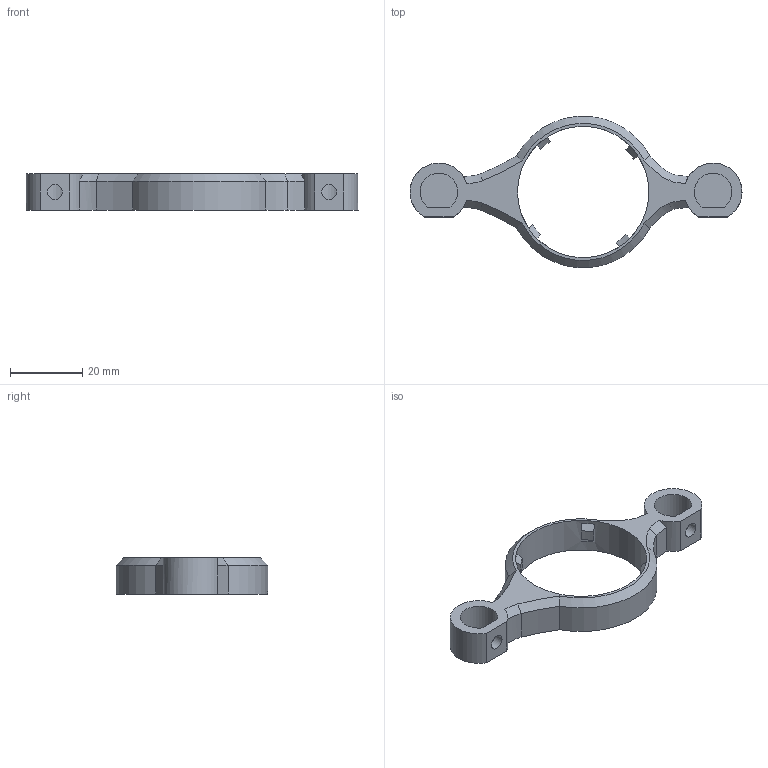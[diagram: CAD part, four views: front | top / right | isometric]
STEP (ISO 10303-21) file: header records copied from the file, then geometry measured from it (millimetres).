
FILE_DESCRIPTION(/* description */ ('STEP AP242 Edition 2','CAx-IF Rec.Pracs.---Representation and Presentation of Product Manufacturing Information (PMI)---4.0---2014-10-13','CAx-IF Rec.Pracs.---3D Tessellated Geometry---0.4---2014-09-14','2;1','CAx-IF Rec.Pracs.---User Defined Attributes---1.5---2016-08-15'),/* implementation_level */ '2;1');
FILE_NAME(/* name */ '698cf7b00efbf41b728c3b91',/* time_stamp */ '2026-02-11T21:42:09Z',/* author */ (''),/* organization */ (''),/* preprocessor_version */ 'ST-DEVELOPER v20',/* originating_system */ 'ONSHAPE BY PTC INC, 1.210',/* authorisation */ ' ');
FILE_SCHEMA (('AP242_MANAGED_MODEL_BASED_3D_ENGINEERING_MIM_LF { 1 0 10303 442 3 1 4 }'));
Length unit declared in the file: metre
Products named in the file (1): Base Ring
Bounding box: 92 x 41.86 x 10 mm (x, y, z)
Volume: 8070.9 mm3; surface area: 5845.1 mm2
Topology: 1 solids, 1 shells, 57 faces, 141 edges, 92 vertices
Faces by surface type: plane 16, bspline 16, cylinder 15, cone 10
Full cylindrical faces by diameter (mm): 4.15 x2, 36.4 x1
Entity records: 1936 total; most frequent: CARTESIAN_POINT 652, ORIENTED_EDGE 272, DIRECTION 224, EDGE_CURVE 136, VERTEX_POINT 90, AXIS2_PLACEMENT_3D 82, EDGE_LOOP 72, FACE_BOUND 72
